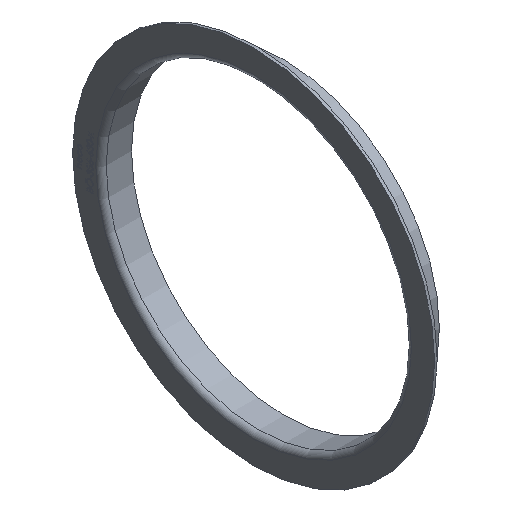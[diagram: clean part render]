
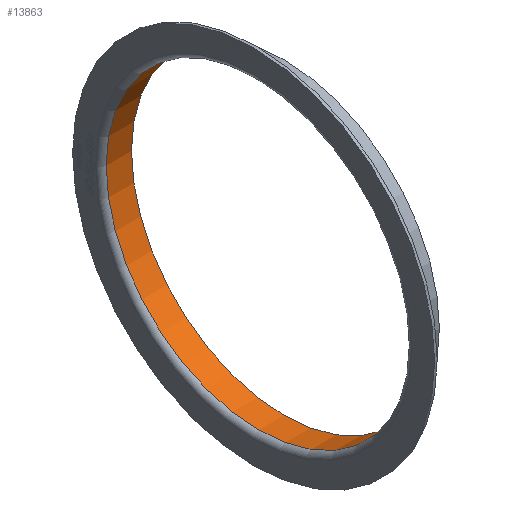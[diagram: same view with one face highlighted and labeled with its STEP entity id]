
A CAD part, isometric view. The second image highlights one B-rep face of the part: STEP entity #13863.
In plain terms, the highlighted cylindrical face has radius 175 mm (diameter 350 mm), a full revolution.
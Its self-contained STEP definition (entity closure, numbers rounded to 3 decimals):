
#56 = VERTEX_POINT ( 'NONE', #10261 ) ;
#403 = CARTESIAN_POINT ( 'NONE',  ( 6., 0., 0. ) ) ;
#1445 = CARTESIAN_POINT ( 'NONE',  ( 6., 0., -175. ) ) ;
#2569 = DIRECTION ( 'NONE',  ( -1., 0., 0. ) ) ;
#2737 = CARTESIAN_POINT ( 'NONE',  ( 35., 0., 0. ) ) ;
#4053 = EDGE_LOOP ( 'NONE', ( #13656 ) ) ;
#4301 = AXIS2_PLACEMENT_3D ( 'NONE', #2737, #2569, #5164 ) ;
#5164 = DIRECTION ( 'NONE',  ( 0., 0., 1. ) ) ;
#5354 = EDGE_CURVE ( 'NONE', #56, #56, #13028, .T. ) ;
#5741 = AXIS2_PLACEMENT_3D ( 'NONE', #403, #10840, #10757 ) ;
#6386 = AXIS2_PLACEMENT_3D ( 'NONE', #10876, #14663, #9471 ) ;
#8935 = CIRCLE ( 'NONE', #5741, 175. ) ;
#9383 = FACE_OUTER_BOUND ( 'NONE', #4053, .T. ) ;
#9471 = DIRECTION ( 'NONE',  ( 0., 0., 1. ) ) ;
#10261 = CARTESIAN_POINT ( 'NONE',  ( 35., 0., 175. ) ) ;
#10757 = DIRECTION ( 'NONE',  ( 0., 0., -1. ) ) ;
#10840 = DIRECTION ( 'NONE',  ( -1., 0., 0. ) ) ;
#10876 = CARTESIAN_POINT ( 'NONE',  ( 0., 0., 0. ) ) ;
#11515 = ORIENTED_EDGE ( 'NONE', *, *, #16304, .T. ) ;
#12814 = VERTEX_POINT ( 'NONE', #1445 ) ;
#13028 = CIRCLE ( 'NONE', #4301, 175. ) ;
#13356 = FACE_OUTER_BOUND ( 'NONE', #13494, .T. ) ;
#13494 = EDGE_LOOP ( 'NONE', ( #11515 ) ) ;
#13656 = ORIENTED_EDGE ( 'NONE', *, *, #5354, .F. ) ;
#13863 = ADVANCED_FACE ( 'NONE', ( #13356, #9383 ), #14416, .F. ) ;
#14416 = CYLINDRICAL_SURFACE ( 'NONE', #6386, 175. ) ;
#14663 = DIRECTION ( 'NONE',  ( -1., 0., 0. ) ) ;
#16304 = EDGE_CURVE ( 'NONE', #12814, #12814, #8935, .T. ) ;
